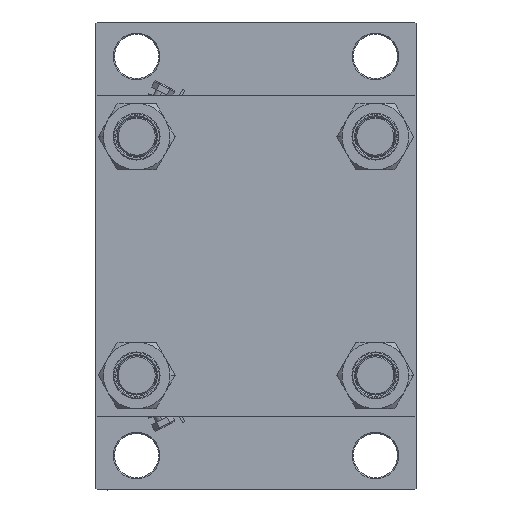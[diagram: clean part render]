
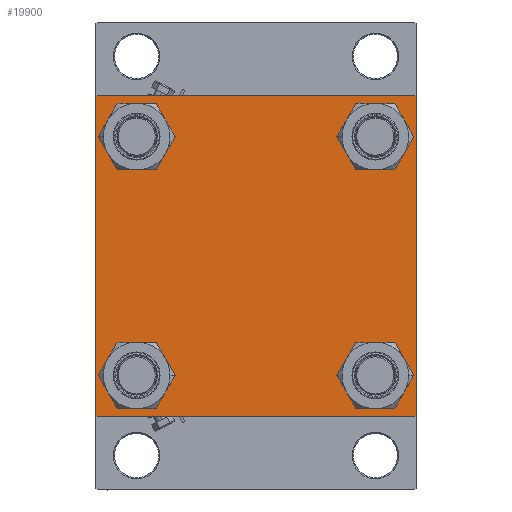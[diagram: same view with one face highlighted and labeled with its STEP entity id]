
A CAD part, left-side view. The second image highlights one B-rep face of the part: STEP entity #19900.
In plain terms, the highlighted planar face has unit normal (-1, 0, 0).
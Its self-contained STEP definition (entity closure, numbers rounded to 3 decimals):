
#477 = CARTESIAN_POINT ( 'NONE',  ( 0., -48.45, 39.95 ) ) ;
#849 = CIRCLE ( 'NONE', #41067, 8.5 ) ;
#1666 = CARTESIAN_POINT ( 'NONE',  ( 0., -64.75, 64.75 ) ) ;
#2664 = ORIENTED_EDGE ( 'NONE', *, *, #5472, .F. ) ;
#3540 = CARTESIAN_POINT ( 'NONE',  ( 0., 65., -64.5 ) ) ;
#4888 = VERTEX_POINT ( 'NONE', #46684 ) ;
#5031 = DIRECTION ( 'NONE',  ( 0., 0., 1. ) ) ;
#5284 = CARTESIAN_POINT ( 'NONE',  ( 0., 48.45, 48.45 ) ) ;
#5472 = EDGE_CURVE ( 'NONE', #26401, #38849, #31131, .T. ) ;
#5667 = AXIS2_PLACEMENT_3D ( 'NONE', #16048, #31123, #46664 ) ;
#5777 = CARTESIAN_POINT ( 'NONE',  ( 0., 64.75, 64.75 ) ) ;
#6240 = LINE ( 'NONE', #48642, #42782 ) ;
#6254 = EDGE_CURVE ( 'NONE', #4888, #40440, #11642, .T. ) ;
#7296 = DIRECTION ( 'NONE',  ( 0., -0.707, -0.707 ) ) ;
#7342 = ORIENTED_EDGE ( 'NONE', *, *, #28504, .F. ) ;
#9003 = CARTESIAN_POINT ( 'NONE',  ( 0., 48.45, 39.95 ) ) ;
#9031 = PLANE ( 'NONE',  #40427 ) ;
#9045 = ORIENTED_EDGE ( 'NONE', *, *, #32963, .T. ) ;
#9050 = LINE ( 'NONE', #27101, #46234 ) ;
#10462 = ORIENTED_EDGE ( 'NONE', *, *, #23428, .T. ) ;
#11474 = EDGE_CURVE ( 'NONE', #14299, #32529, #44973, .T. ) ;
#11521 = CARTESIAN_POINT ( 'NONE',  ( 0., -48.45, -39.95 ) ) ;
#11597 = CARTESIAN_POINT ( 'NONE',  ( 0., 48.45, 48.45 ) ) ;
#11642 = CIRCLE ( 'NONE', #40846, 8.5 ) ;
#12484 = CIRCLE ( 'NONE', #45586, 8.5 ) ;
#12561 = ORIENTED_EDGE ( 'NONE', *, *, #32457, .T. ) ;
#12621 = CARTESIAN_POINT ( 'NONE',  ( 0., 64.5, -65. ) ) ;
#13081 = CARTESIAN_POINT ( 'NONE',  ( 0., 65., 65. ) ) ;
#13366 = CARTESIAN_POINT ( 'NONE',  ( 0., -48.45, 56.95 ) ) ;
#13477 = ORIENTED_EDGE ( 'NONE', *, *, #37220, .T. ) ;
#13522 = VERTEX_POINT ( 'NONE', #3540 ) ;
#13755 = EDGE_LOOP ( 'NONE', ( #29904, #19902 ) ) ;
#13879 = EDGE_CURVE ( 'NONE', #16878, #28379, #14330, .T. ) ;
#14031 = CIRCLE ( 'NONE', #33089, 8.5 ) ;
#14124 = ORIENTED_EDGE ( 'NONE', *, *, #11474, .T. ) ;
#14299 = VERTEX_POINT ( 'NONE', #27855 ) ;
#14330 = CIRCLE ( 'NONE', #5667, 8.5 ) ;
#14335 = DIRECTION ( 'NONE',  ( 1., 0., 0. ) ) ;
#14580 = CARTESIAN_POINT ( 'NONE',  ( 0., 64.5, 65. ) ) ;
#15043 = ORIENTED_EDGE ( 'NONE', *, *, #38421, .T. ) ;
#15152 = EDGE_LOOP ( 'NONE', ( #31439, #41885 ) ) ;
#15224 = CARTESIAN_POINT ( 'NONE',  ( 0., -48.45, -56.95 ) ) ;
#16048 = CARTESIAN_POINT ( 'NONE',  ( 0., -48.45, -48.45 ) ) ;
#16141 = DIRECTION ( 'NONE',  ( 1., 0., 0. ) ) ;
#16437 = FACE_BOUND ( 'NONE', #15152, .T. ) ;
#16637 = DIRECTION ( 'NONE',  ( 1., 0., 0. ) ) ;
#16653 = DIRECTION ( 'NONE',  ( 0., 0.707, -0.707 ) ) ;
#16729 = LINE ( 'NONE', #47096, #37035 ) ;
#16878 = VERTEX_POINT ( 'NONE', #15224 ) ;
#17083 = CARTESIAN_POINT ( 'NONE',  ( 0., -48.45, 48.45 ) ) ;
#17256 = CARTESIAN_POINT ( 'NONE',  ( 0., -64.5, -65. ) ) ;
#17657 = VERTEX_POINT ( 'NONE', #12621 ) ;
#18748 = DIRECTION ( 'NONE',  ( 0., -0.707, 0.707 ) ) ;
#19447 = EDGE_CURVE ( 'NONE', #44312, #20257, #6240, .T. ) ;
#19900 = ADVANCED_FACE ( 'NONE', ( #31759, #30769, #16437, #38670, #45826 ), #9031, .T. ) ;
#19902 = ORIENTED_EDGE ( 'NONE', *, *, #13879, .T. ) ;
#20257 = VERTEX_POINT ( 'NONE', #26900 ) ;
#20354 = DIRECTION ( 'NONE',  ( 0., 0., 1. ) ) ;
#20434 = LINE ( 'NONE', #1666, #41739 ) ;
#21159 = CIRCLE ( 'NONE', #48756, 8.5 ) ;
#21820 = LINE ( 'NONE', #38589, #45249 ) ;
#22853 = CARTESIAN_POINT ( 'NONE',  ( 0., 64.75, -64.75 ) ) ;
#23124 = EDGE_LOOP ( 'NONE', ( #14124, #9045 ) ) ;
#23277 = EDGE_CURVE ( 'NONE', #17657, #44312, #21820, .T. ) ;
#23428 = EDGE_CURVE ( 'NONE', #26226, #29271, #37399, .T. ) ;
#23554 = CARTESIAN_POINT ( 'NONE',  ( 0., -48.45, -48.45 ) ) ;
#23724 = ORIENTED_EDGE ( 'NONE', *, *, #38535, .T. ) ;
#23989 = CARTESIAN_POINT ( 'NONE',  ( 0., 48.45, -39.95 ) ) ;
#24162 = VERTEX_POINT ( 'NONE', #25303 ) ;
#24353 = DIRECTION ( 'NONE',  ( 0., 0., 1. ) ) ;
#24520 = DIRECTION ( 'NONE',  ( 1., 0., 0. ) ) ;
#24564 = LINE ( 'NONE', #5777, #34667 ) ;
#25303 = CARTESIAN_POINT ( 'NONE',  ( 0., 65., 64.5 ) ) ;
#26226 = VERTEX_POINT ( 'NONE', #13366 ) ;
#26401 = VERTEX_POINT ( 'NONE', #14580 ) ;
#26409 = VERTEX_POINT ( 'NONE', #29173 ) ;
#26654 = VECTOR ( 'NONE', #38769, 1000. ) ;
#26900 = CARTESIAN_POINT ( 'NONE',  ( 0., -65., -64.5 ) ) ;
#27101 = CARTESIAN_POINT ( 'NONE',  ( 0., -65., 65. ) ) ;
#27337 = DIRECTION ( 'NONE',  ( 0., 0., -1. ) ) ;
#27512 = DIRECTION ( 'NONE',  ( 0., 0., 1. ) ) ;
#27855 = CARTESIAN_POINT ( 'NONE',  ( 0., 48.45, 56.95 ) ) ;
#28379 = VERTEX_POINT ( 'NONE', #11521 ) ;
#28504 = EDGE_CURVE ( 'NONE', #26409, #20257, #9050, .T. ) ;
#28996 = VECTOR ( 'NONE', #7296, 1000. ) ;
#29173 = CARTESIAN_POINT ( 'NONE',  ( 0., -65., 64.5 ) ) ;
#29271 = VERTEX_POINT ( 'NONE', #477 ) ;
#29424 = CARTESIAN_POINT ( 'NONE',  ( 0., -48.45, 48.45 ) ) ;
#29855 = ORIENTED_EDGE ( 'NONE', *, *, #19447, .T. ) ;
#29904 = ORIENTED_EDGE ( 'NONE', *, *, #35818, .T. ) ;
#29905 = DIRECTION ( 'NONE',  ( 1., 0., 0. ) ) ;
#30769 = FACE_BOUND ( 'NONE', #13755, .T. ) ;
#31123 = DIRECTION ( 'NONE',  ( 1., 0., 0. ) ) ;
#31131 = LINE ( 'NONE', #13081, #26654 ) ;
#31439 = ORIENTED_EDGE ( 'NONE', *, *, #42040, .T. ) ;
#31569 = ORIENTED_EDGE ( 'NONE', *, *, #23277, .T. ) ;
#31759 = FACE_BOUND ( 'NONE', #46627, .T. ) ;
#32044 = DIRECTION ( 'NONE',  ( 0., 0., -1. ) ) ;
#32457 = EDGE_CURVE ( 'NONE', #13522, #17657, #41124, .T. ) ;
#32529 = VERTEX_POINT ( 'NONE', #9003 ) ;
#32963 = EDGE_CURVE ( 'NONE', #32529, #14299, #12484, .T. ) ;
#33089 = AXIS2_PLACEMENT_3D ( 'NONE', #23554, #16141, #27512 ) ;
#33452 = AXIS2_PLACEMENT_3D ( 'NONE', #17083, #24520, #47211 ) ;
#34337 = DIRECTION ( 'NONE',  ( 0., 0., 1. ) ) ;
#34667 = VECTOR ( 'NONE', #16653, 1000. ) ;
#34722 = AXIS2_PLACEMENT_3D ( 'NONE', #5284, #35435, #20354 ) ;
#34980 = CARTESIAN_POINT ( 'NONE',  ( 0., 0., 0. ) ) ;
#35209 = DIRECTION ( 'NONE',  ( 1., 0., 0. ) ) ;
#35435 = DIRECTION ( 'NONE',  ( 1., 0., 0. ) ) ;
#35818 = EDGE_CURVE ( 'NONE', #28379, #16878, #14031, .T. ) ;
#36112 = ORIENTED_EDGE ( 'NONE', *, *, #39302, .T. ) ;
#37035 = VECTOR ( 'NONE', #32044, 1000. ) ;
#37098 = EDGE_LOOP ( 'NONE', ( #23724, #12561, #31569, #29855, #7342, #15043, #2664, #36112 ) ) ;
#37220 = EDGE_CURVE ( 'NONE', #29271, #26226, #21159, .T. ) ;
#37399 = CIRCLE ( 'NONE', #33452, 8.5 ) ;
#38421 = EDGE_CURVE ( 'NONE', #26409, #38849, #20434, .T. ) ;
#38535 = EDGE_CURVE ( 'NONE', #24162, #13522, #16729, .T. ) ;
#38589 = CARTESIAN_POINT ( 'NONE',  ( 0., 65., -65. ) ) ;
#38670 = FACE_BOUND ( 'NONE', #23124, .T. ) ;
#38769 = DIRECTION ( 'NONE',  ( 0., -1., 0. ) ) ;
#38849 = VERTEX_POINT ( 'NONE', #40544 ) ;
#39302 = EDGE_CURVE ( 'NONE', #26401, #24162, #24564, .T. ) ;
#40427 = AXIS2_PLACEMENT_3D ( 'NONE', #34980, #42619, #24353 ) ;
#40440 = VERTEX_POINT ( 'NONE', #23989 ) ;
#40544 = CARTESIAN_POINT ( 'NONE',  ( 0., -64.5, 65. ) ) ;
#40846 = AXIS2_PLACEMENT_3D ( 'NONE', #43092, #35209, #42120 ) ;
#41067 = AXIS2_PLACEMENT_3D ( 'NONE', #46275, #16637, #5031 ) ;
#41124 = LINE ( 'NONE', #22853, #28996 ) ;
#41739 = VECTOR ( 'NONE', #42659, 1000. ) ;
#41885 = ORIENTED_EDGE ( 'NONE', *, *, #6254, .T. ) ;
#42040 = EDGE_CURVE ( 'NONE', #40440, #4888, #849, .T. ) ;
#42120 = DIRECTION ( 'NONE',  ( 0., 0., 1. ) ) ;
#42619 = DIRECTION ( 'NONE',  ( -1., 0., 0. ) ) ;
#42659 = DIRECTION ( 'NONE',  ( 0., 0.707, 0.707 ) ) ;
#42782 = VECTOR ( 'NONE', #18748, 1000. ) ;
#43092 = CARTESIAN_POINT ( 'NONE',  ( 0., 48.45, -48.45 ) ) ;
#44312 = VERTEX_POINT ( 'NONE', #17256 ) ;
#44472 = DIRECTION ( 'NONE',  ( 0., 0., 1. ) ) ;
#44973 = CIRCLE ( 'NONE', #34722, 8.5 ) ;
#45249 = VECTOR ( 'NONE', #45996, 1000. ) ;
#45586 = AXIS2_PLACEMENT_3D ( 'NONE', #11597, #29905, #34337 ) ;
#45826 = FACE_OUTER_BOUND ( 'NONE', #37098, .T. ) ;
#45996 = DIRECTION ( 'NONE',  ( 0., -1., 0. ) ) ;
#46234 = VECTOR ( 'NONE', #27337, 1000. ) ;
#46275 = CARTESIAN_POINT ( 'NONE',  ( 0., 48.45, -48.45 ) ) ;
#46627 = EDGE_LOOP ( 'NONE', ( #10462, #13477 ) ) ;
#46664 = DIRECTION ( 'NONE',  ( 0., 0., 1. ) ) ;
#46684 = CARTESIAN_POINT ( 'NONE',  ( 0., 48.45, -56.95 ) ) ;
#47096 = CARTESIAN_POINT ( 'NONE',  ( 0., 65., 65. ) ) ;
#47211 = DIRECTION ( 'NONE',  ( 0., 0., 1. ) ) ;
#48642 = CARTESIAN_POINT ( 'NONE',  ( 0., -64.75, -64.75 ) ) ;
#48756 = AXIS2_PLACEMENT_3D ( 'NONE', #29424, #14335, #44472 ) ;
